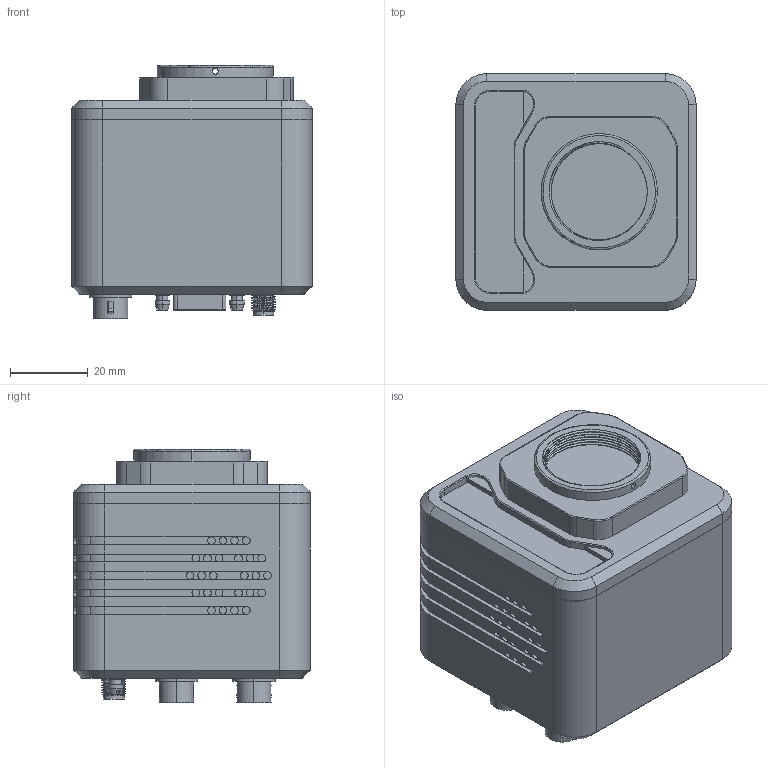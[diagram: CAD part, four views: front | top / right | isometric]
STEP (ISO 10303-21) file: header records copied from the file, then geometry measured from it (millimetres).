
FILE_DESCRIPTION (( 'STEP AP203' ), '1' );
FILE_NAME ('680106.STEP', '2021-06-22T01:15:46', ( '' ), ( '' ), 'SwSTEP 2.0', 'SolidWorks 2020', '' );
FILE_SCHEMA (( 'CONFIG_CONTROL_DESIGN' ));
Length unit declared in the file: millimetre
Products named in the file (1): 680106
Bounding box: 62 x 61 x 65.35 mm (x, y, z)
Volume: 209155.6 mm3; surface area: 42726 mm2
Topology: 11 solids, 15 shells, 2047 faces, 5651 edges, 3628 vertices
Faces by surface type: plane 1157, cylinder 714, cone 104, bspline 37, torus 35
Entity records: 72930 total; most frequent: CARTESIAN_POINT 20770, ORIENTED_EDGE 11260, DIRECTION 10629, EDGE_CURVE 5630, VERTEX_POINT 3628, AXIS2_PLACEMENT_3D 3572, LINE 3485, VECTOR 3485
